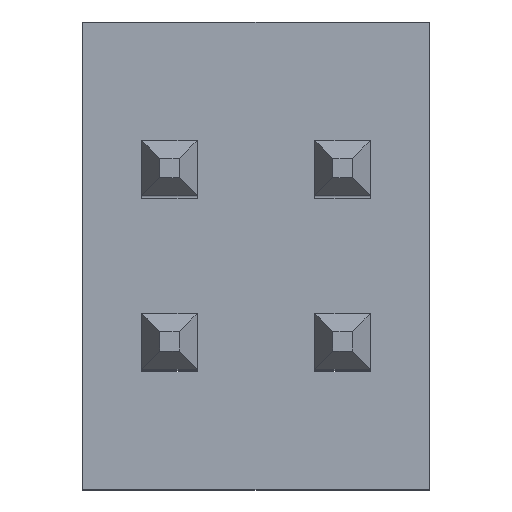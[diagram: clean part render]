
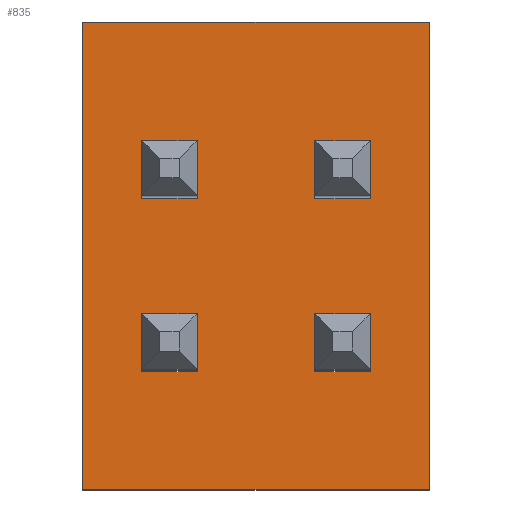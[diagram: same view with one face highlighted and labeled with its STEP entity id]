
A CAD part, top view. The second image highlights one B-rep face of the part: STEP entity #835.
In plain terms, the highlighted face is planar.
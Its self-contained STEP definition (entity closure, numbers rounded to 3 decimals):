
#176 = VERTEX_POINT('',#177);
#177 = CARTESIAN_POINT('',(-1.27,2.515,1.715));
#183 = EDGE_CURVE('',#184,#176,#186,.T.);
#184 = VERTEX_POINT('',#185);
#185 = CARTESIAN_POINT('',(-1.27,2.515,-1.715));
#186 = LINE('',#187,#188);
#187 = CARTESIAN_POINT('',(-1.27,2.515,-1.715));
#188 = VECTOR('',#189,1.);
#189 = DIRECTION('',(0.,0.,1.));
#223 = VERTEX_POINT('',#224);
#224 = CARTESIAN_POINT('',(1.27,2.515,1.715));
#230 = EDGE_CURVE('',#176,#223,#231,.T.);
#231 = LINE('',#232,#233);
#232 = CARTESIAN_POINT('',(-1.27,2.515,1.715));
#233 = VECTOR('',#234,1.);
#234 = DIRECTION('',(1.,0.,0.));
#270 = VERTEX_POINT('',#271);
#271 = CARTESIAN_POINT('',(1.27,2.515,-1.715));
#277 = EDGE_CURVE('',#223,#270,#278,.T.);
#278 = LINE('',#279,#280);
#279 = CARTESIAN_POINT('',(1.27,2.515,1.715));
#280 = VECTOR('',#281,1.);
#281 = DIRECTION('',(0.,0.,-1.));
#332 = VERTEX_POINT('',#333);
#333 = CARTESIAN_POINT('',(0.432,2.515,-0.826));
#339 = EDGE_CURVE('',#332,#340,#342,.T.);
#340 = VERTEX_POINT('',#341);
#341 = CARTESIAN_POINT('',(0.432,2.515,-0.419));
#342 = LINE('',#343,#344);
#343 = CARTESIAN_POINT('',(0.432,2.515,-0.826));
#344 = VECTOR('',#345,1.);
#345 = DIRECTION('',(0.,0.,1.));
#370 = VERTEX_POINT('',#371);
#371 = CARTESIAN_POINT('',(0.838,2.515,-0.826));
#377 = EDGE_CURVE('',#370,#332,#378,.T.);
#378 = LINE('',#379,#380);
#379 = CARTESIAN_POINT('',(0.838,2.515,-0.826));
#380 = VECTOR('',#381,1.);
#381 = DIRECTION('',(-1.,0.,0.));
#401 = VERTEX_POINT('',#402);
#402 = CARTESIAN_POINT('',(0.838,2.515,-0.419));
#408 = EDGE_CURVE('',#401,#370,#409,.T.);
#409 = LINE('',#410,#411);
#410 = CARTESIAN_POINT('',(0.838,2.515,-0.419));
#411 = VECTOR('',#412,1.);
#412 = DIRECTION('',(0.,0.,-1.));
#434 = VERTEX_POINT('',#435);
#435 = CARTESIAN_POINT('',(0.432,2.515,0.445));
#441 = EDGE_CURVE('',#434,#442,#444,.T.);
#442 = VERTEX_POINT('',#443);
#443 = CARTESIAN_POINT('',(0.432,2.515,0.851));
#444 = LINE('',#445,#446);
#445 = CARTESIAN_POINT('',(0.432,2.515,0.445));
#446 = VECTOR('',#447,1.);
#447 = DIRECTION('',(0.,0.,1.));
#472 = VERTEX_POINT('',#473);
#473 = CARTESIAN_POINT('',(0.838,2.515,0.445));
#479 = EDGE_CURVE('',#472,#434,#480,.T.);
#480 = LINE('',#481,#482);
#481 = CARTESIAN_POINT('',(0.838,2.515,0.445));
#482 = VECTOR('',#483,1.);
#483 = DIRECTION('',(-1.,0.,0.));
#503 = VERTEX_POINT('',#504);
#504 = CARTESIAN_POINT('',(0.838,2.515,0.851));
#510 = EDGE_CURVE('',#503,#472,#511,.T.);
#511 = LINE('',#512,#513);
#512 = CARTESIAN_POINT('',(0.838,2.515,0.851));
#513 = VECTOR('',#514,1.);
#514 = DIRECTION('',(0.,0.,-1.));
#536 = VERTEX_POINT('',#537);
#537 = CARTESIAN_POINT('',(-0.838,2.515,-0.826));
#543 = EDGE_CURVE('',#536,#544,#546,.T.);
#544 = VERTEX_POINT('',#545);
#545 = CARTESIAN_POINT('',(-0.838,2.515,-0.419));
#546 = LINE('',#547,#548);
#547 = CARTESIAN_POINT('',(-0.838,2.515,-0.826));
#548 = VECTOR('',#549,1.);
#549 = DIRECTION('',(0.,0.,1.));
#574 = VERTEX_POINT('',#575);
#575 = CARTESIAN_POINT('',(-0.432,2.515,-0.826));
#581 = EDGE_CURVE('',#574,#536,#582,.T.);
#582 = LINE('',#583,#584);
#583 = CARTESIAN_POINT('',(-0.432,2.515,-0.826));
#584 = VECTOR('',#585,1.);
#585 = DIRECTION('',(-1.,0.,0.));
#605 = VERTEX_POINT('',#606);
#606 = CARTESIAN_POINT('',(-0.432,2.515,-0.419));
#612 = EDGE_CURVE('',#605,#574,#613,.T.);
#613 = LINE('',#614,#615);
#614 = CARTESIAN_POINT('',(-0.432,2.515,-0.419));
#615 = VECTOR('',#616,1.);
#616 = DIRECTION('',(0.,0.,-1.));
#638 = VERTEX_POINT('',#639);
#639 = CARTESIAN_POINT('',(-0.838,2.515,0.445));
#645 = EDGE_CURVE('',#638,#646,#648,.T.);
#646 = VERTEX_POINT('',#647);
#647 = CARTESIAN_POINT('',(-0.838,2.515,0.851));
#648 = LINE('',#649,#650);
#649 = CARTESIAN_POINT('',(-0.838,2.515,0.445));
#650 = VECTOR('',#651,1.);
#651 = DIRECTION('',(0.,0.,1.));
#676 = VERTEX_POINT('',#677);
#677 = CARTESIAN_POINT('',(-0.432,2.515,0.445));
#683 = EDGE_CURVE('',#676,#638,#684,.T.);
#684 = LINE('',#685,#686);
#685 = CARTESIAN_POINT('',(-0.432,2.515,0.445));
#686 = VECTOR('',#687,1.);
#687 = DIRECTION('',(-1.,0.,0.));
#707 = VERTEX_POINT('',#708);
#708 = CARTESIAN_POINT('',(-0.432,2.515,0.851));
#714 = EDGE_CURVE('',#707,#676,#715,.T.);
#715 = LINE('',#716,#717);
#716 = CARTESIAN_POINT('',(-0.432,2.515,0.851));
#717 = VECTOR('',#718,1.);
#718 = DIRECTION('',(0.,0.,-1.));
#736 = EDGE_CURVE('',#340,#401,#737,.T.);
#737 = LINE('',#738,#739);
#738 = CARTESIAN_POINT('',(0.432,2.515,-0.419));
#739 = VECTOR('',#740,1.);
#740 = DIRECTION('',(1.,0.,0.));
#758 = EDGE_CURVE('',#442,#503,#759,.T.);
#759 = LINE('',#760,#761);
#760 = CARTESIAN_POINT('',(0.432,2.515,0.851));
#761 = VECTOR('',#762,1.);
#762 = DIRECTION('',(1.,0.,0.));
#780 = EDGE_CURVE('',#544,#605,#781,.T.);
#781 = LINE('',#782,#783);
#782 = CARTESIAN_POINT('',(-0.838,2.515,-0.419));
#783 = VECTOR('',#784,1.);
#784 = DIRECTION('',(1.,0.,0.));
#802 = EDGE_CURVE('',#646,#707,#803,.T.);
#803 = LINE('',#804,#805);
#804 = CARTESIAN_POINT('',(-0.838,2.515,0.851));
#805 = VECTOR('',#806,1.);
#806 = DIRECTION('',(1.,0.,0.));
#825 = EDGE_CURVE('',#270,#184,#826,.T.);
#826 = LINE('',#827,#828);
#827 = CARTESIAN_POINT('',(1.27,2.515,-1.715));
#828 = VECTOR('',#829,1.);
#829 = DIRECTION('',(-1.,0.,0.));
#835 = ADVANCED_FACE('',(#836,#842,#848,#854,#860),#866,.T.);
#836 = FACE_BOUND('',#837,.T.);
#837 = EDGE_LOOP('',(#838,#839,#840,#841));
#838 = ORIENTED_EDGE('',*,*,#645,.F.);
#839 = ORIENTED_EDGE('',*,*,#683,.F.);
#840 = ORIENTED_EDGE('',*,*,#714,.F.);
#841 = ORIENTED_EDGE('',*,*,#802,.F.);
#842 = FACE_BOUND('',#843,.T.);
#843 = EDGE_LOOP('',(#844,#845,#846,#847));
#844 = ORIENTED_EDGE('',*,*,#543,.F.);
#845 = ORIENTED_EDGE('',*,*,#581,.F.);
#846 = ORIENTED_EDGE('',*,*,#612,.F.);
#847 = ORIENTED_EDGE('',*,*,#780,.F.);
#848 = FACE_BOUND('',#849,.T.);
#849 = EDGE_LOOP('',(#850,#851,#852,#853));
#850 = ORIENTED_EDGE('',*,*,#441,.F.);
#851 = ORIENTED_EDGE('',*,*,#479,.F.);
#852 = ORIENTED_EDGE('',*,*,#510,.F.);
#853 = ORIENTED_EDGE('',*,*,#758,.F.);
#854 = FACE_BOUND('',#855,.T.);
#855 = EDGE_LOOP('',(#856,#857,#858,#859));
#856 = ORIENTED_EDGE('',*,*,#339,.F.);
#857 = ORIENTED_EDGE('',*,*,#377,.F.);
#858 = ORIENTED_EDGE('',*,*,#408,.F.);
#859 = ORIENTED_EDGE('',*,*,#736,.F.);
#860 = FACE_BOUND('',#861,.T.);
#861 = EDGE_LOOP('',(#862,#863,#864,#865));
#862 = ORIENTED_EDGE('',*,*,#183,.T.);
#863 = ORIENTED_EDGE('',*,*,#230,.T.);
#864 = ORIENTED_EDGE('',*,*,#277,.T.);
#865 = ORIENTED_EDGE('',*,*,#825,.T.);
#866 = PLANE('',#867);
#867 = AXIS2_PLACEMENT_3D('',#868,#869,#870);
#868 = CARTESIAN_POINT('',(0.,2.515,0.));
#869 = DIRECTION('',(0.,1.,0.));
#870 = DIRECTION('',(0.,-0.,1.));
